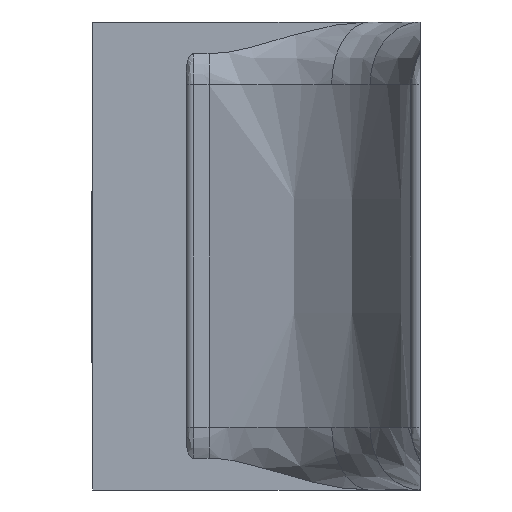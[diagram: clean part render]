
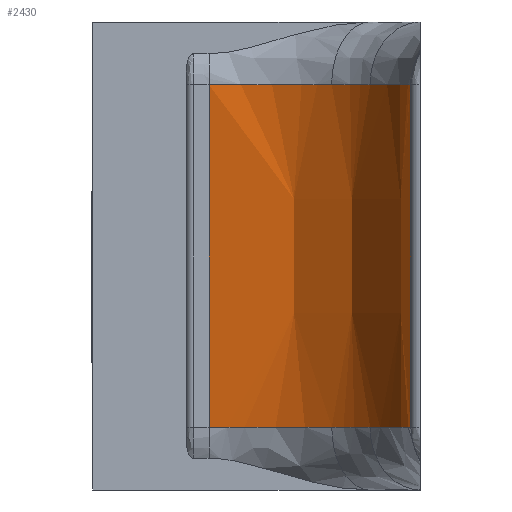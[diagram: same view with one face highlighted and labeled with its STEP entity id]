
A CAD part, left-side view. The second image highlights one B-rep face of the part: STEP entity #2430.
In plain terms, the highlighted free-form (B-spline) face has degree [3, 3] with [7, 4] control points.
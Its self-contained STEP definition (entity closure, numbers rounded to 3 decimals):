
#54=B_SPLINE_CURVE_WITH_KNOTS('',3,(#3421,#3422,#3423,#3424),
 .UNSPECIFIED.,.F.,.F.,(4,4),(0.021,0.028),
 .UNSPECIFIED.);
#55=B_SPLINE_CURVE_WITH_KNOTS('',3,(#3450,#3451,#3452,#3453),
 .UNSPECIFIED.,.F.,.F.,(4,4),(0.028,0.047),
 .UNSPECIFIED.);
#59=B_SPLINE_CURVE_WITH_KNOTS('',3,(#3507,#3508,#3509,#3510),
 .UNSPECIFIED.,.F.,.F.,(4,4),(0.003,0.021),
 .UNSPECIFIED.);
#61=B_SPLINE_CURVE_WITH_KNOTS('',3,(#3532,#3533,#3534,#3535),
 .UNSPECIFIED.,.F.,.F.,(4,4),(0.007,0.043),
 .UNSPECIFIED.);
#65=B_SPLINE_CURVE_WITH_KNOTS('',3,(#3579,#3580,#3581,#3582),
 .UNSPECIFIED.,.F.,.F.,(4,4),(-0.028,-0.021),
 .UNSPECIFIED.);
#66=B_SPLINE_CURVE_WITH_KNOTS('',3,(#3607,#3608,#3609,#3610),
 .UNSPECIFIED.,.F.,.F.,(4,4),(-0.021,-0.003),
 .UNSPECIFIED.);
#68=B_SPLINE_CURVE_WITH_KNOTS('',3,(#3641,#3642,#3643,#3644),
 .UNSPECIFIED.,.F.,.F.,(4,4),(-0.047,-0.028),
 .UNSPECIFIED.);
#70=B_SPLINE_CURVE_WITH_KNOTS('',3,(#3666,#3667,#3668,#3669),
 .UNSPECIFIED.,.F.,.F.,(4,4),(-0.043,-0.007),
 .UNSPECIFIED.);
#241=B_SPLINE_SURFACE_WITH_KNOTS('',3,3,((#3671,#3672,#3673,#3674),(#3675,
#3676,#3677,#3678),(#3679,#3680,#3681,#3682),(#3683,#3684,#3685,#3686),
(#3687,#3688,#3689,#3690),(#3691,#3692,#3693,#3694),(#3695,#3696,#3697,
#3698)),.UNSPECIFIED.,.F.,.F.,.F.,(4,1,1,1,4),(4,4),(0.,0.286,
0.5,0.786,1.),(0.007,0.043),
 .UNSPECIFIED.);
#374=FACE_OUTER_BOUND('',#524,.T.);
#524=EDGE_LOOP('',(#1759,#1760,#1761,#1762,#1763,#1764,#1765,#1766));
#1020=VERTEX_POINT('',#3339);
#1024=VERTEX_POINT('',#3403);
#1025=VERTEX_POINT('',#3414);
#1026=VERTEX_POINT('',#3449);
#1027=VERTEX_POINT('',#3502);
#1028=VERTEX_POINT('',#3561);
#1029=VERTEX_POINT('',#3572);
#1030=VERTEX_POINT('',#3635);
#1288=EDGE_CURVE('',#1025,#1024,#54,.T.);
#1289=EDGE_CURVE('',#1024,#1026,#55,.T.);
#1293=EDGE_CURVE('',#1027,#1025,#59,.T.);
#1295=EDGE_CURVE('',#1027,#1020,#61,.T.);
#1299=EDGE_CURVE('',#1029,#1028,#65,.T.);
#1300=EDGE_CURVE('',#1028,#1020,#66,.T.);
#1302=EDGE_CURVE('',#1030,#1029,#68,.T.);
#1304=EDGE_CURVE('',#1030,#1026,#70,.T.);
#1759=ORIENTED_EDGE('',*,*,#1293,.F.);
#1760=ORIENTED_EDGE('',*,*,#1295,.T.);
#1761=ORIENTED_EDGE('',*,*,#1300,.F.);
#1762=ORIENTED_EDGE('',*,*,#1299,.F.);
#1763=ORIENTED_EDGE('',*,*,#1302,.F.);
#1764=ORIENTED_EDGE('',*,*,#1304,.T.);
#1765=ORIENTED_EDGE('',*,*,#1289,.F.);
#1766=ORIENTED_EDGE('',*,*,#1288,.F.);
#2430=ADVANCED_FACE('',(#374),#241,.T.);
#3339=CARTESIAN_POINT('',(-0.225,0.01,0.433));
#3403=CARTESIAN_POINT('',(-0.053,0.095,0.067));
#3414=CARTESIAN_POINT('',(-0.095,0.054,0.067));
#3421=CARTESIAN_POINT('Ctrl Pts',(-0.095,0.054,
0.067));
#3422=CARTESIAN_POINT('Ctrl Pts',(-0.079,0.065,
0.067));
#3423=CARTESIAN_POINT('Ctrl Pts',(-0.065,0.079,
0.067));
#3424=CARTESIAN_POINT('Ctrl Pts',(-0.053,0.095,
0.067));
#3449=CARTESIAN_POINT('',(-0.009,0.226,0.067));
#3450=CARTESIAN_POINT('Ctrl Pts',(-0.053,0.095,
0.067));
#3451=CARTESIAN_POINT('Ctrl Pts',(-0.025,0.132,
0.067));
#3452=CARTESIAN_POINT('Ctrl Pts',(-0.009,0.179,
0.067));
#3453=CARTESIAN_POINT('Ctrl Pts',(-0.009,0.226,
0.067));
#3502=CARTESIAN_POINT('',(-0.225,0.01,0.067));
#3507=CARTESIAN_POINT('Ctrl Pts',(-0.225,0.01,
0.067));
#3508=CARTESIAN_POINT('Ctrl Pts',(-0.178,0.01,
0.067));
#3509=CARTESIAN_POINT('Ctrl Pts',(-0.132,0.026,
0.067));
#3510=CARTESIAN_POINT('Ctrl Pts',(-0.095,0.054,
0.067));
#3532=CARTESIAN_POINT('Ctrl Pts',(-0.225,0.01,
0.067));
#3533=CARTESIAN_POINT('Ctrl Pts',(-0.225,0.01,
0.189));
#3534=CARTESIAN_POINT('Ctrl Pts',(-0.225,0.01,
0.311));
#3535=CARTESIAN_POINT('Ctrl Pts',(-0.225,0.01,
0.433));
#3561=CARTESIAN_POINT('',(-0.095,0.054,0.433));
#3572=CARTESIAN_POINT('',(-0.053,0.095,0.433));
#3579=CARTESIAN_POINT('Ctrl Pts',(-0.053,0.095,
0.433));
#3580=CARTESIAN_POINT('Ctrl Pts',(-0.065,0.079,
0.433));
#3581=CARTESIAN_POINT('Ctrl Pts',(-0.079,0.065,
0.433));
#3582=CARTESIAN_POINT('Ctrl Pts',(-0.095,0.054,
0.433));
#3607=CARTESIAN_POINT('Ctrl Pts',(-0.095,0.054,
0.433));
#3608=CARTESIAN_POINT('Ctrl Pts',(-0.132,0.026,
0.433));
#3609=CARTESIAN_POINT('Ctrl Pts',(-0.178,0.01,
0.433));
#3610=CARTESIAN_POINT('Ctrl Pts',(-0.225,0.01,
0.433));
#3635=CARTESIAN_POINT('',(-0.009,0.226,0.433));
#3641=CARTESIAN_POINT('Ctrl Pts',(-0.009,0.226,
0.433));
#3642=CARTESIAN_POINT('Ctrl Pts',(-0.009,0.179,
0.433));
#3643=CARTESIAN_POINT('Ctrl Pts',(-0.025,0.132,
0.433));
#3644=CARTESIAN_POINT('Ctrl Pts',(-0.053,0.095,
0.433));
#3666=CARTESIAN_POINT('Ctrl Pts',(-0.009,0.226,
0.433));
#3667=CARTESIAN_POINT('Ctrl Pts',(-0.009,0.226,
0.311));
#3668=CARTESIAN_POINT('Ctrl Pts',(-0.009,0.226,
0.189));
#3669=CARTESIAN_POINT('Ctrl Pts',(-0.009,0.226,
0.067));
#3671=CARTESIAN_POINT('Ctrl Pts',(-0.009,0.226,
0.067));
#3672=CARTESIAN_POINT('Ctrl Pts',(-0.009,0.226,
0.189));
#3673=CARTESIAN_POINT('Ctrl Pts',(-0.009,0.226,
0.311));
#3674=CARTESIAN_POINT('Ctrl Pts',(-0.009,0.226,
0.433));
#3675=CARTESIAN_POINT('Ctrl Pts',(-0.009,0.197,
0.067));
#3676=CARTESIAN_POINT('Ctrl Pts',(-0.009,0.197,
0.189));
#3677=CARTESIAN_POINT('Ctrl Pts',(-0.009,0.197,
0.311));
#3678=CARTESIAN_POINT('Ctrl Pts',(-0.009,0.197,
0.433));
#3679=CARTESIAN_POINT('Ctrl Pts',(-0.02,0.141,
0.067));
#3680=CARTESIAN_POINT('Ctrl Pts',(-0.02,0.141,
0.189));
#3681=CARTESIAN_POINT('Ctrl Pts',(-0.02,0.141,
0.311));
#3682=CARTESIAN_POINT('Ctrl Pts',(-0.02,0.141,
0.433));
#3683=CARTESIAN_POINT('Ctrl Pts',(-0.074,0.063,
0.067));
#3684=CARTESIAN_POINT('Ctrl Pts',(-0.074,0.063,
0.189));
#3685=CARTESIAN_POINT('Ctrl Pts',(-0.074,0.063,
0.311));
#3686=CARTESIAN_POINT('Ctrl Pts',(-0.074,0.063,
0.433));
#3687=CARTESIAN_POINT('Ctrl Pts',(-0.148,0.018,0.067));
#3688=CARTESIAN_POINT('Ctrl Pts',(-0.148,0.018,0.189));
#3689=CARTESIAN_POINT('Ctrl Pts',(-0.148,0.018,0.311));
#3690=CARTESIAN_POINT('Ctrl Pts',(-0.148,0.018,0.433));
#3691=CARTESIAN_POINT('Ctrl Pts',(-0.203,0.01,
0.067));
#3692=CARTESIAN_POINT('Ctrl Pts',(-0.203,0.01,
0.189));
#3693=CARTESIAN_POINT('Ctrl Pts',(-0.203,0.01,
0.311));
#3694=CARTESIAN_POINT('Ctrl Pts',(-0.203,0.01,
0.433));
#3695=CARTESIAN_POINT('Ctrl Pts',(-0.225,0.01,
0.067));
#3696=CARTESIAN_POINT('Ctrl Pts',(-0.225,0.01,
0.189));
#3697=CARTESIAN_POINT('Ctrl Pts',(-0.225,0.01,
0.311));
#3698=CARTESIAN_POINT('Ctrl Pts',(-0.225,0.01,
0.433));
